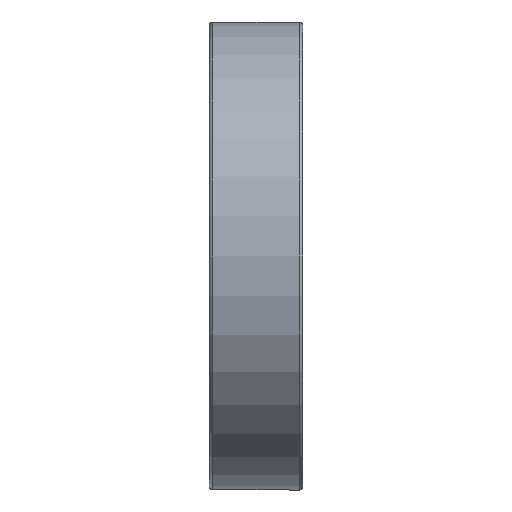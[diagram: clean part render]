
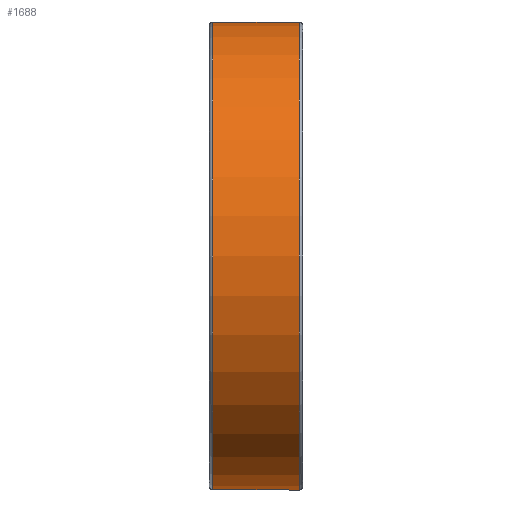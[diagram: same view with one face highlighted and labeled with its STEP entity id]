
A CAD part, left-side view. The second image highlights one B-rep face of the part: STEP entity #1688.
In plain terms, the highlighted cylindrical face has radius 15.875 mm (diameter 31.75 mm), a partial arc.
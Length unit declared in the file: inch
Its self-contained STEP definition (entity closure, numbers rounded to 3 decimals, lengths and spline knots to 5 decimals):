
#324=CARTESIAN_POINT('',(0.,-0.24,0.));
#325=DIRECTION('',(0.,-1.,0.));
#326=DIRECTION('',(0.745,0.,0.667));
#327=AXIS2_PLACEMENT_3D('',#324,#325,#326);
#329=DIRECTION('',(0.,1.,0.));
#330=VECTOR('',#329,0.23);
#331=CARTESIAN_POINT('',(0.46585,-0.24,-0.41667));
#332=LINE('',#331,#330);
#333=CARTESIAN_POINT('',(0.,-0.01,0.));
#334=DIRECTION('',(0.,1.,0.));
#335=DIRECTION('',(0.745,0.,-0.667));
#336=AXIS2_PLACEMENT_3D('',#333,#334,#335);
#338=DIRECTION('',(0.,1.,0.));
#339=VECTOR('',#338,0.23);
#340=CARTESIAN_POINT('',(0.46585,-0.24,0.41667));
#341=LINE('',#340,#339);
#1078=CARTESIAN_POINT('',(0.46585,-0.01,0.41667));
#1080=VERTEX_POINT('',#1078);
#1120=CARTESIAN_POINT('',(0.46585,-0.01,-0.41667));
#1121=VERTEX_POINT('',#1120);
#1126=CARTESIAN_POINT('',(0.46585,-0.24,-0.41667));
#1128=VERTEX_POINT('',#1126);
#1168=CARTESIAN_POINT('',(0.46585,-0.24,0.41667));
#1169=VERTEX_POINT('',#1168);
#1674=CARTESIAN_POINT('',(0.,0.,0.));
#1675=DIRECTION('',(0.,1.,0.));
#1676=DIRECTION('',(1.,0.,0.));
#1677=AXIS2_PLACEMENT_3D('',#1674,#1675,#1676);
#1678=CYLINDRICAL_SURFACE('',#1677,0.625);
#1680=ORIENTED_EDGE('',*,*,#1679,.T.);
#1682=ORIENTED_EDGE('',*,*,#1681,.T.);
#1683=ORIENTED_EDGE('',*,*,#1668,.T.);
#1685=ORIENTED_EDGE('',*,*,#1684,.F.);
#1686=EDGE_LOOP('',(#1680,#1682,#1683,#1685));
#1687=FACE_OUTER_BOUND('',#1686,.F.);
#1688=ADVANCED_FACE('',(#1687),#1678,.T.);
#328=CIRCLE('',#327,0.625);
#337=CIRCLE('',#336,0.625);
#1668=EDGE_CURVE('',#1121,#1080,#337,.T.);
#1679=EDGE_CURVE('',#1169,#1128,#328,.T.);
#1681=EDGE_CURVE('',#1128,#1121,#332,.T.);
#1684=EDGE_CURVE('',#1169,#1080,#341,.T.);
